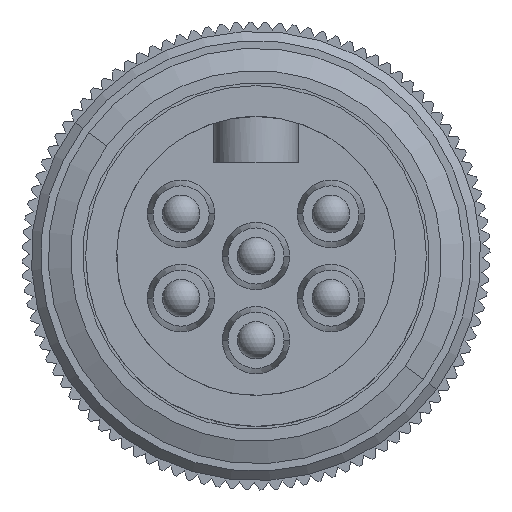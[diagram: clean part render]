
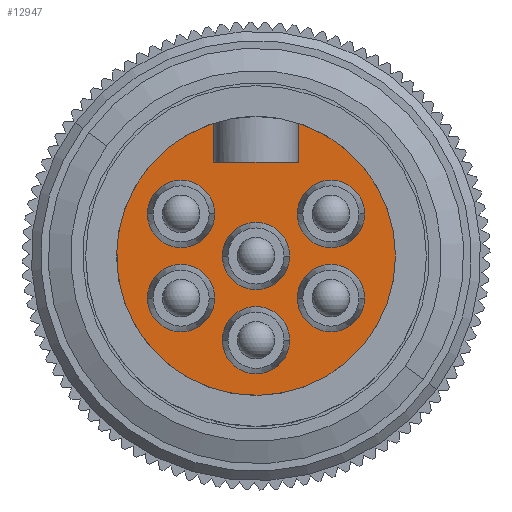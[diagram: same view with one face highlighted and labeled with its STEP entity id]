
A CAD part, front view. The second image highlights one B-rep face of the part: STEP entity #12947.
In plain terms, the highlighted planar face has unit normal (0, -1, 0).
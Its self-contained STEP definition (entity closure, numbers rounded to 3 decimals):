
#4033=DIRECTION('',(0.,0.,1.));
#4034=VECTOR('',#4033,2.102);
#4035=CARTESIAN_POINT('',(2.25,-4.6,5.));
#4036=LINE('',#4035,#4034);
#4045=CARTESIAN_POINT('',(-4.,-4.6,-2.25));
#4046=DIRECTION('',(0.,-1.,0.));
#4047=DIRECTION('',(1.,0.,0.));
#4048=AXIS2_PLACEMENT_3D('',#4045,#4046,#4047);
#4050=CARTESIAN_POINT('',(-4.,-4.6,-2.25));
#4051=DIRECTION('',(0.,-1.,0.));
#4052=DIRECTION('',(-1.,0.,0.));
#4053=AXIS2_PLACEMENT_3D('',#4050,#4051,#4052);
#4055=CARTESIAN_POINT('',(-4.,-4.6,2.25));
#4056=DIRECTION('',(0.,-1.,0.));
#4057=DIRECTION('',(1.,0.,0.));
#4058=AXIS2_PLACEMENT_3D('',#4055,#4056,#4057);
#4060=CARTESIAN_POINT('',(-4.,-4.6,2.25));
#4061=DIRECTION('',(0.,-1.,0.));
#4062=DIRECTION('',(-1.,0.,0.));
#4063=AXIS2_PLACEMENT_3D('',#4060,#4061,#4062);
#4065=CARTESIAN_POINT('',(0.,-4.6,-4.5));
#4066=DIRECTION('',(0.,-1.,0.));
#4067=DIRECTION('',(1.,0.,0.));
#4068=AXIS2_PLACEMENT_3D('',#4065,#4066,#4067);
#4070=CARTESIAN_POINT('',(0.,-4.6,-4.5));
#4071=DIRECTION('',(0.,-1.,0.));
#4072=DIRECTION('',(-1.,0.,0.));
#4073=AXIS2_PLACEMENT_3D('',#4070,#4071,#4072);
#4075=CARTESIAN_POINT('',(4.,-4.6,-2.25));
#4076=DIRECTION('',(0.,-1.,0.));
#4077=DIRECTION('',(1.,0.,0.));
#4078=AXIS2_PLACEMENT_3D('',#4075,#4076,#4077);
#4080=CARTESIAN_POINT('',(4.,-4.6,-2.25));
#4081=DIRECTION('',(0.,-1.,0.));
#4082=DIRECTION('',(-1.,0.,0.));
#4083=AXIS2_PLACEMENT_3D('',#4080,#4081,#4082);
#4085=CARTESIAN_POINT('',(4.,-4.6,2.25));
#4086=DIRECTION('',(0.,-1.,0.));
#4087=DIRECTION('',(1.,0.,0.));
#4088=AXIS2_PLACEMENT_3D('',#4085,#4086,#4087);
#4090=CARTESIAN_POINT('',(4.,-4.6,2.25));
#4091=DIRECTION('',(0.,-1.,0.));
#4092=DIRECTION('',(-1.,0.,0.));
#4093=AXIS2_PLACEMENT_3D('',#4090,#4091,#4092);
#4095=CARTESIAN_POINT('',(0.,-4.6,0.));
#4096=DIRECTION('',(0.,-1.,0.));
#4097=DIRECTION('',(1.,0.,0.));
#4098=AXIS2_PLACEMENT_3D('',#4095,#4096,#4097);
#4100=CARTESIAN_POINT('',(0.,-4.6,0.));
#4101=DIRECTION('',(0.,-1.,0.));
#4102=DIRECTION('',(-1.,0.,0.));
#4103=AXIS2_PLACEMENT_3D('',#4100,#4101,#4102);
#4105=CARTESIAN_POINT('',(0.,-4.6,0.));
#4106=DIRECTION('',(0.,1.,0.));
#4107=DIRECTION('',(0.302,0.,0.953));
#4108=AXIS2_PLACEMENT_3D('',#4105,#4106,#4107);
#4386=DIRECTION('',(0.,0.,1.));
#4387=VECTOR('',#4386,2.102);
#4388=CARTESIAN_POINT('',(-2.25,-4.6,5.));
#4389=LINE('',#4388,#4387);
#4399=CARTESIAN_POINT('',(0.,-4.6,0.));
#4400=DIRECTION('',(0.,-1.,0.));
#4401=DIRECTION('',(-0.302,0.,0.953));
#4402=AXIS2_PLACEMENT_3D('',#4399,#4400,#4401);
#4441=DIRECTION('',(-1.,0.,0.));
#4442=VECTOR('',#4441,4.5);
#4443=CARTESIAN_POINT('',(2.25,-4.6,5.));
#4444=LINE('',#4443,#4442);
#5952=CARTESIAN_POINT('',(-2.2,-4.6,-2.25));
#5954=VERTEX_POINT('',#5952);
#5958=CARTESIAN_POINT('',(-5.8,-4.6,-2.25));
#5959=VERTEX_POINT('',#5958);
#5960=CARTESIAN_POINT('',(-2.2,-4.6,2.25));
#5961=CARTESIAN_POINT('',(-5.8,-4.6,2.25));
#5962=VERTEX_POINT('',#5960);
#5963=VERTEX_POINT('',#5961);
#5964=CARTESIAN_POINT('',(1.8,-4.6,-4.5));
#5965=CARTESIAN_POINT('',(-1.8,-4.6,-4.5));
#5966=VERTEX_POINT('',#5964);
#5967=VERTEX_POINT('',#5965);
#5968=CARTESIAN_POINT('',(5.8,-4.6,-2.25));
#5969=CARTESIAN_POINT('',(2.2,-4.6,-2.25));
#5970=VERTEX_POINT('',#5968);
#5971=VERTEX_POINT('',#5969);
#5972=CARTESIAN_POINT('',(5.8,-4.6,2.25));
#5973=CARTESIAN_POINT('',(2.2,-4.6,2.25));
#5974=VERTEX_POINT('',#5972);
#5975=VERTEX_POINT('',#5973);
#5976=CARTESIAN_POINT('',(1.8,-4.6,0.));
#5977=CARTESIAN_POINT('',(-1.8,-4.6,0.));
#5978=VERTEX_POINT('',#5976);
#5979=VERTEX_POINT('',#5977);
#5981=CARTESIAN_POINT('',(7.45,-4.6,0.));
#5983=VERTEX_POINT('',#5981);
#7320=CARTESIAN_POINT('',(-2.25,-4.6,5.));
#7321=CARTESIAN_POINT('',(-2.25,-4.6,7.102));
#7322=VERTEX_POINT('',#7320);
#7323=VERTEX_POINT('',#7321);
#7326=CARTESIAN_POINT('',(2.25,-4.6,5.));
#7327=VERTEX_POINT('',#7326);
#7328=CARTESIAN_POINT('',(2.25,-4.6,7.102));
#7329=VERTEX_POINT('',#7328);
#12896=CARTESIAN_POINT('',(0.,-4.6,0.));
#12897=DIRECTION('',(0.,1.,0.));
#12898=DIRECTION('',(1.,0.,0.));
#12899=AXIS2_PLACEMENT_3D('',#12896,#12897,#12898);
#12900=PLANE('',#12899);
#12902=ORIENTED_EDGE('',*,*,#12901,.F.);
#12904=ORIENTED_EDGE('',*,*,#12903,.F.);
#12905=ORIENTED_EDGE('',*,*,#12886,.T.);
#12906=ORIENTED_EDGE('',*,*,#12876,.T.);
#12908=ORIENTED_EDGE('',*,*,#12907,.F.);
#12909=EDGE_LOOP('',(#12902,#12904,#12905,#12906,#12908));
#12910=FACE_OUTER_BOUND('',#12909,.F.);
#12912=ORIENTED_EDGE('',*,*,#12911,.T.);
#12914=ORIENTED_EDGE('',*,*,#12913,.T.);
#12915=EDGE_LOOP('',(#12912,#12914));
#12916=FACE_BOUND('',#12915,.F.);
#12918=ORIENTED_EDGE('',*,*,#12917,.T.);
#12920=ORIENTED_EDGE('',*,*,#12919,.T.);
#12921=EDGE_LOOP('',(#12918,#12920));
#12922=FACE_BOUND('',#12921,.F.);
#12924=ORIENTED_EDGE('',*,*,#12923,.T.);
#12926=ORIENTED_EDGE('',*,*,#12925,.T.);
#12927=EDGE_LOOP('',(#12924,#12926));
#12928=FACE_BOUND('',#12927,.F.);
#12930=ORIENTED_EDGE('',*,*,#12929,.T.);
#12932=ORIENTED_EDGE('',*,*,#12931,.T.);
#12933=EDGE_LOOP('',(#12930,#12932));
#12934=FACE_BOUND('',#12933,.F.);
#12936=ORIENTED_EDGE('',*,*,#12935,.T.);
#12938=ORIENTED_EDGE('',*,*,#12937,.T.);
#12939=EDGE_LOOP('',(#12936,#12938));
#12940=FACE_BOUND('',#12939,.F.);
#12942=ORIENTED_EDGE('',*,*,#12941,.T.);
#12944=ORIENTED_EDGE('',*,*,#12943,.T.);
#12945=EDGE_LOOP('',(#12942,#12944));
#12946=FACE_BOUND('',#12945,.F.);
#12947=ADVANCED_FACE('',(#12910,#12916,#12922,#12928,#12934,#12940,#12946),
#12900,.F.);
#4049=CIRCLE('',#4048,1.8);
#4054=CIRCLE('',#4053,1.8);
#4059=CIRCLE('',#4058,1.8);
#4064=CIRCLE('',#4063,1.8);
#4069=CIRCLE('',#4068,1.8);
#4074=CIRCLE('',#4073,1.8);
#4079=CIRCLE('',#4078,1.8);
#4084=CIRCLE('',#4083,1.8);
#4089=CIRCLE('',#4088,1.8);
#4094=CIRCLE('',#4093,1.8);
#4099=CIRCLE('',#4098,1.8);
#4104=CIRCLE('',#4103,1.8);
#4109=CIRCLE('',#4108,7.45);
#4403=CIRCLE('',#4402,7.45);
#12876=EDGE_CURVE('',#7329,#5983,#4109,.T.);
#12886=EDGE_CURVE('',#7327,#7329,#4036,.T.);
#12901=EDGE_CURVE('',#7322,#7323,#4389,.T.);
#12903=EDGE_CURVE('',#7327,#7322,#4444,.T.);
#12907=EDGE_CURVE('',#7323,#5983,#4403,.T.);
#12911=EDGE_CURVE('',#5962,#5963,#4059,.T.);
#12913=EDGE_CURVE('',#5963,#5962,#4064,.T.);
#12917=EDGE_CURVE('',#5966,#5967,#4069,.T.);
#12919=EDGE_CURVE('',#5967,#5966,#4074,.T.);
#12923=EDGE_CURVE('',#5970,#5971,#4079,.T.);
#12925=EDGE_CURVE('',#5971,#5970,#4084,.T.);
#12929=EDGE_CURVE('',#5974,#5975,#4089,.T.);
#12931=EDGE_CURVE('',#5975,#5974,#4094,.T.);
#12935=EDGE_CURVE('',#5978,#5979,#4099,.T.);
#12937=EDGE_CURVE('',#5979,#5978,#4104,.T.);
#12941=EDGE_CURVE('',#5954,#5959,#4049,.T.);
#12943=EDGE_CURVE('',#5959,#5954,#4054,.T.);
